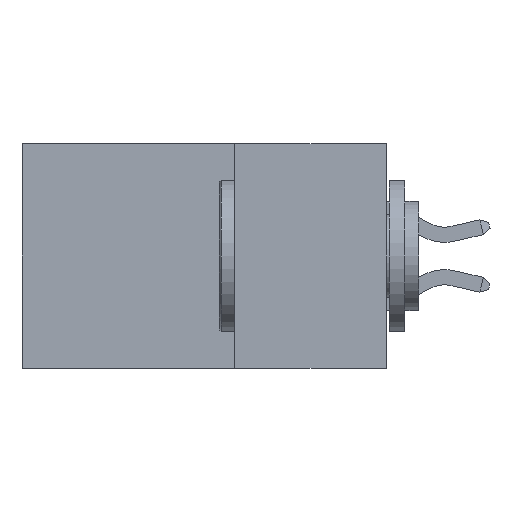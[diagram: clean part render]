
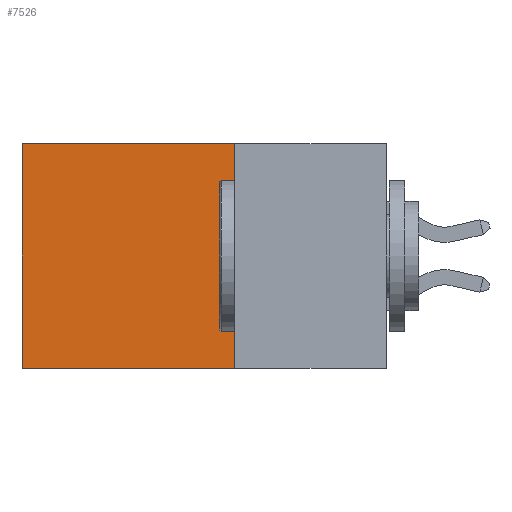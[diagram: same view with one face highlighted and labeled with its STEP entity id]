
A CAD part, left-side view. The second image highlights one B-rep face of the part: STEP entity #7526.
In plain terms, the highlighted planar face has unit normal (-1, 0, 0).
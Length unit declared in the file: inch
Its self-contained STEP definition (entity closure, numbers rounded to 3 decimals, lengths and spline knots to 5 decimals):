
#414 = VECTOR ( 'NONE', #3686, 39.37008 ) ;
#481 = CARTESIAN_POINT ( 'NONE',  ( 0.298, 0.25, -0.37 ) ) ;
#1053 = ORIENTED_EDGE ( 'NONE', *, *, #8502, .F. ) ;
#1068 = AXIS2_PLACEMENT_3D ( 'NONE', #9679, #8555, #3693 ) ;
#1969 = EDGE_LOOP ( 'NONE', ( #2192, #2464, #1053, #8283 ) ) ;
#2192 = ORIENTED_EDGE ( 'NONE', *, *, #12040, .T. ) ;
#2224 = DIRECTION ( 'NONE',  ( 0., 1., 0. ) ) ;
#2464 = ORIENTED_EDGE ( 'NONE', *, *, #11718, .F. ) ;
#3066 = DIRECTION ( 'NONE',  ( 0., 0., -1. ) ) ;
#3686 = DIRECTION ( 'NONE',  ( 0., 1., 0. ) ) ;
#3693 = DIRECTION ( 'NONE',  ( 0., 0., -1. ) ) ;
#3767 = LINE ( 'NONE', #5582, #414 ) ;
#3967 = CARTESIAN_POINT ( 'NONE',  ( 0.298, 0.25, 0. ) ) ;
#3995 = VERTEX_POINT ( 'NONE', #7548 ) ;
#4684 = VECTOR ( 'NONE', #2224, 39.37008 ) ;
#5554 = PLANE ( 'NONE',  #1068 ) ;
#5582 = CARTESIAN_POINT ( 'NONE',  ( 0.298, 0.25, 0. ) ) ;
#5973 = FACE_OUTER_BOUND ( 'NONE', #1969, .T. ) ;
#6070 = LINE ( 'NONE', #481, #4684 ) ;
#6690 = VECTOR ( 'NONE', #3066, 39.37008 ) ;
#6722 = LINE ( 'NONE', #11894, #11973 ) ;
#6813 = VERTEX_POINT ( 'NONE', #3967 ) ;
#7526 = ADVANCED_FACE ( 'NONE', ( #5973 ), #5554, .F. ) ;
#7548 = CARTESIAN_POINT ( 'NONE',  ( 0.298, 0.6, 0. ) ) ;
#7773 = CARTESIAN_POINT ( 'NONE',  ( 0.298, 0.6, -0.37 ) ) ;
#8283 = ORIENTED_EDGE ( 'NONE', *, *, #10613, .T. ) ;
#8502 = EDGE_CURVE ( 'NONE', #6813, #8943, #6722, .T. ) ;
#8555 = DIRECTION ( 'NONE',  ( 1., 0., 0. ) ) ;
#8857 = VERTEX_POINT ( 'NONE', #7773 ) ;
#8943 = VERTEX_POINT ( 'NONE', #8979 ) ;
#8979 = CARTESIAN_POINT ( 'NONE',  ( 0.298, 0.25, -0.37 ) ) ;
#9175 = LINE ( 'NONE', #10182, #6690 ) ;
#9679 = CARTESIAN_POINT ( 'NONE',  ( 0.298, 0.25, 0. ) ) ;
#9793 = DIRECTION ( 'NONE',  ( 0., 0., -1. ) ) ;
#10182 = CARTESIAN_POINT ( 'NONE',  ( 0.298, 0.6, 0. ) ) ;
#10613 = EDGE_CURVE ( 'NONE', #6813, #3995, #3767, .T. ) ;
#11718 = EDGE_CURVE ( 'NONE', #8943, #8857, #6070, .T. ) ;
#11894 = CARTESIAN_POINT ( 'NONE',  ( 0.298, 0.25, 0. ) ) ;
#11973 = VECTOR ( 'NONE', #9793, 39.37008 ) ;
#12040 = EDGE_CURVE ( 'NONE', #3995, #8857, #9175, .T. ) ;
